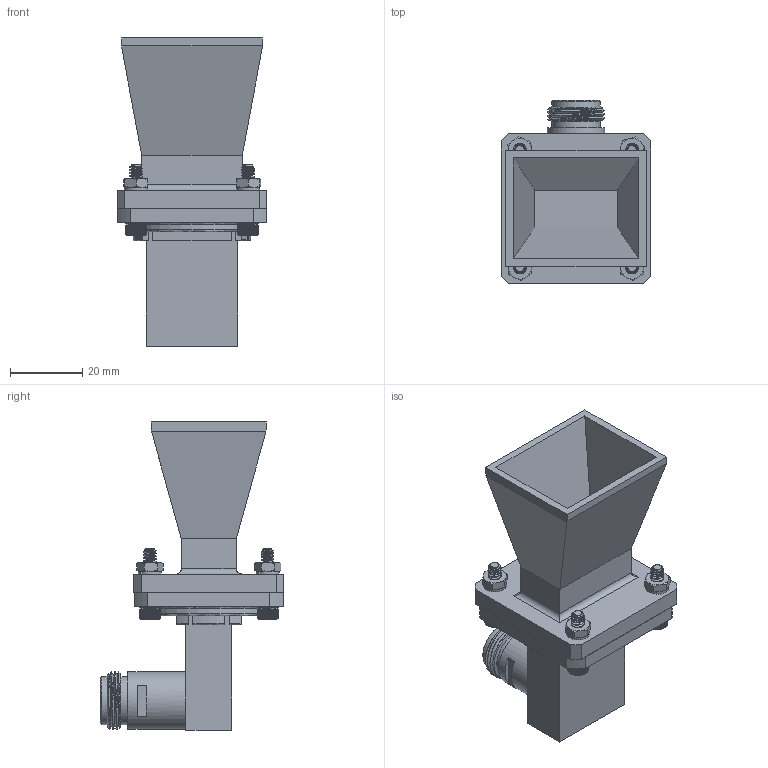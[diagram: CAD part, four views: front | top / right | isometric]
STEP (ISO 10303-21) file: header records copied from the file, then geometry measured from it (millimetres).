
FILE_DESCRIPTION (( 'STEP AP214' ), '1' );
FILE_NAME ('PEWAN090-10NF_3D.STEP', '2021-11-15T19:18:59', ( '' ), ( '' ), 'SwSTEP 2.0', 'SolidWorks 2021', '' );
FILE_SCHEMA (( 'AUTOMOTIVE_DESIGN' ));
Length unit declared in the file: inch
Products named in the file (8): PEWAN090-10; 6-32HN-NARROW_90730A007; PEWAN090-10NF_3D; PEWCA1031; Copy of N FEMALE-SOLID^PEWCA1031; Copy of PEWCA10231^PEWCA1031; 6-LW; 6-32SH-HXx.625_92196A150
Assembly tree (16 placements, depth 3):
  PEWAN090-10NF_3D
    6-32HN-NARROW_90730A007  x4
    6-32SH-HXx.625_92196A150  x4
    6-LW  x4
    PEWCA1031
      Copy of PEWCA10231^PEWCA1031
      Copy of N FEMALE-SOLID^PEWCA1031
    PEWAN090-10
Bounding box: 41.4 x 50.67 x 85.1 mm (x, y, z)
Volume: 33757.5 mm3; surface area: 26808.2 mm2
Topology: 16 solids, 16 shells, 1075 faces, 2486 edges, 1460 vertices
Faces by surface type: plane 659, cone 334, cylinder 51, bspline 31
Full cylindrical faces by diameter (mm): 2.286 x1, 3.048 x2, 4.3 x4, 4.305 x4, 10.287 x1, 13.335 x2, 15.875 x1, 35.51 x1
Entity records: 16320 total; most frequent: CARTESIAN_POINT 6699, ORIENTED_EDGE 1730, DIRECTION 1444, EDGE_CURVE 865, VERTEX_POINT 541, AXIS2_PLACEMENT_3D 531, EDGE_LOOP 432, FACE_OUTER_BOUND 391
